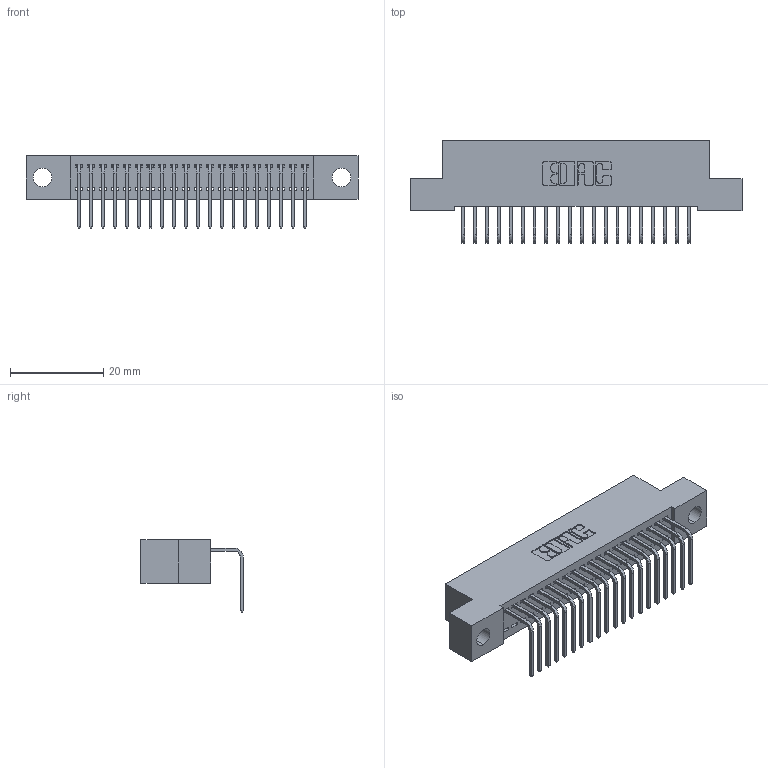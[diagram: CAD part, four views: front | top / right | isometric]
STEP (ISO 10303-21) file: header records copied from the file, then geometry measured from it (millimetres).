
FILE_DESCRIPTION (( 'STEP AP203' ), '1' );
FILE_NAME ('392-020-558-104.STEP', '2018-08-15T07:11:23', ( '' ), ( '' ), 'SwSTEP 2.0', 'SolidWorks 2016', '' );
FILE_SCHEMA (( 'CONFIG_CONTROL_DESIGN' ));
Length unit declared in the file: inch
Products named in the file (3): 342 Part_.156 TH; 345-292-001_558 Tail - 2; 392-020-558-104
Assembly tree (21 placements, depth 2):
  392-020-558-104
    342 Part_.156 TH
    345-292-001_558 Tail - 2  x20
Bounding box: 71.12 x 21.91 x 15.62 mm (x, y, z)
Volume: 6134.4 mm3; surface area: 8794.5 mm2
Topology: 21 solids, 21 shells, 1310 faces, 3939 edges, 2598 vertices
Faces by surface type: plane 946, cylinder 364
Entity records: 15027 total; most frequent: CARTESIAN_POINT 2602, ORIENTED_EDGE 2558, DIRECTION 2239, EDGE_CURVE 1279, LINE 1151, VECTOR 1151, VERTEX_POINT 850, AXIS2_PLACEMENT_3D 544
